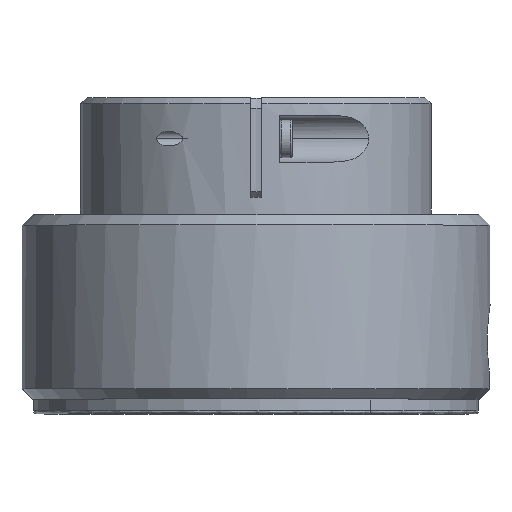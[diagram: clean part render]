
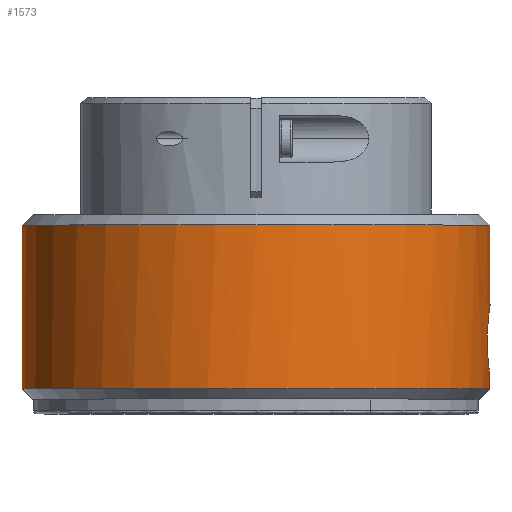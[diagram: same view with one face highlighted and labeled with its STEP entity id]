
A CAD part, top view. The second image highlights one B-rep face of the part: STEP entity #1573.
In plain terms, the highlighted cylindrical face has radius 40 mm (diameter 80 mm), a partial arc.
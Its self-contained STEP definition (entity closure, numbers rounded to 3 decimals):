
#3 = VECTOR ( 'NONE', #496, 1000. ) ;
#6 = CARTESIAN_POINT ( 'NONE',  ( 39.644, -44.278, 5.325 ) ) ;
#42 = B_SPLINE_CURVE_WITH_KNOTS ( 'NONE', 3,
 ( #3047, #1403, #1719, #3374, #1417, #3695, #1732, #4012, #2055, #138, #2392, #478, #2732, #790, #3064, #1103, #3390, #1432, #3709, #1748, #4026, #2070 ),
 .UNSPECIFIED., .F., .F.,
 ( 4, 2, 2, 2, 2, 2, 2, 2, 2, 2, 4 ),
 ( 0.006, 0.007, 0.009, 0.01, 0.01, 0.011, 0.012, 0.013, 0.014, 0.014, 0.016 ),
 .UNSPECIFIED. ) ;
#138 = CARTESIAN_POINT ( 'NONE',  ( 39.745, -37.539, 4.511 ) ) ;
#149 = DIRECTION ( 'NONE',  ( 0., 1., 0. ) ) ;
#159 = CARTESIAN_POINT ( 'NONE',  ( 40., 0., 0. ) ) ;
#250 = DIRECTION ( 'NONE',  ( 0., 1., 0. ) ) ;
#323 = EDGE_CURVE ( 'NONE', #3222, #2277, #3872, .T. ) ;
#326 = CARTESIAN_POINT ( 'NONE',  ( 39.853, -46.432, 3.458 ) ) ;
#337 = CARTESIAN_POINT ( 'NONE',  ( 39.6, -43.557, 5.642 ) ) ;
#424 = CARTESIAN_POINT ( 'NONE',  ( -40., -21.75, 0. ) ) ;
#478 = CARTESIAN_POINT ( 'NONE',  ( 39.804, -36.98, 3.966 ) ) ;
#496 = DIRECTION ( 'NONE',  ( 0., 1., 0. ) ) ;
#610 = LINE ( 'NONE', #2062, #4030 ) ;
#668 = CARTESIAN_POINT ( 'NONE',  ( 39.568, -42.802, 5.863 ) ) ;
#790 = CARTESIAN_POINT ( 'NONE',  ( 39.888, -36.291, 3.004 ) ) ;
#799 = CARTESIAN_POINT ( 'NONE',  ( 39.887, -46.696, 3. ) ) ;
#976 = CARTESIAN_POINT ( 'NONE',  ( 39.55, -42.028, 5.982 ) ) ;
#982 = VECTOR ( 'NONE', #149, 1000. ) ;
#1051 = VERTEX_POINT ( 'NONE', #424 ) ;
#1094 = CARTESIAN_POINT ( 'NONE',  ( -40., 0., 0. ) ) ;
#1103 = CARTESIAN_POINT ( 'NONE',  ( 39.944, -35.883, 2.117 ) ) ;
#1111 = ORIENTED_EDGE ( 'NONE', *, *, #2638, .T. ) ;
#1125 = ORIENTED_EDGE ( 'NONE', *, *, #4029, .F. ) ;
#1151 = AXIS2_PLACEMENT_3D ( 'NONE', #2162, #250, #2501 ) ;
#1157 = DIRECTION ( 'NONE',  ( -1., 0., 0. ) ) ;
#1169 = CARTESIAN_POINT ( 'NONE',  ( 0., -49.75, 0. ) ) ;
#1281 = CARTESIAN_POINT ( 'NONE',  ( 39.814, -46.114, 3.87 ) ) ;
#1289 = ORIENTED_EDGE ( 'NONE', *, *, #2084, .F. ) ;
#1298 = CARTESIAN_POINT ( 'NONE',  ( 39.547, -41.5, 6. ) ) ;
#1376 = B_SPLINE_CURVE_WITH_KNOTS ( 'NONE', 3,
 ( #2573, #326, #1281, #3563, #1606, #3893, #1925, #6, #2253, #337, #2587, #668, #2938, #976, #3256, #1298 ),
 .UNSPECIFIED., .F., .F.,
 ( 4, 2, 2, 2, 2, 2, 2, 4 ),
 ( 0., 0.002, 0.002, 0.003, 0.004, 0.005, 0.005, 0.006 ),
 .UNSPECIFIED. ) ;
#1403 = CARTESIAN_POINT ( 'NONE',  ( 39.547, -41.105, 6. ) ) ;
#1417 = CARTESIAN_POINT ( 'NONE',  ( 39.593, -39.563, 5.692 ) ) ;
#1432 = CARTESIAN_POINT ( 'NONE',  ( 39.97, -35.702, 1.555 ) ) ;
#1573 = ADVANCED_FACE ( 'NONE', ( #3281 ), #2974, .T. ) ;
#1606 = CARTESIAN_POINT ( 'NONE',  ( 39.735, -45.361, 4.6 ) ) ;
#1633 = AXIS2_PLACEMENT_3D ( 'NONE', #1996, #1669, #2321 ) ;
#1669 = DIRECTION ( 'NONE',  ( 0., 1., 0. ) ) ;
#1712 = ORIENTED_EDGE ( 'NONE', *, *, #3855, .T. ) ;
#1719 = CARTESIAN_POINT ( 'NONE',  ( 39.553, -40.715, 5.961 ) ) ;
#1732 = CARTESIAN_POINT ( 'NONE',  ( 39.66, -38.494, 5.207 ) ) ;
#1748 = CARTESIAN_POINT ( 'NONE',  ( 39.994, -35.538, 0.783 ) ) ;
#1815 = ORIENTED_EDGE ( 'NONE', *, *, #2075, .T. ) ;
#1836 = LINE ( 'NONE', #1094, #982 ) ;
#1925 = CARTESIAN_POINT ( 'NONE',  ( 39.678, -44.729, 5.064 ) ) ;
#1996 = CARTESIAN_POINT ( 'NONE',  ( 0., 0., 0. ) ) ;
#2055 = CARTESIAN_POINT ( 'NONE',  ( 39.716, -37.843, 4.761 ) ) ;
#2062 = CARTESIAN_POINT ( 'NONE',  ( 39.887, 0., 3. ) ) ;
#2070 = CARTESIAN_POINT ( 'NONE',  ( 40., -35.5, 0. ) ) ;
#2075 = EDGE_CURVE ( 'NONE', #3357, #4175, #42, .T. ) ;
#2084 = EDGE_CURVE ( 'NONE', #3222, #1051, #1836, .T. ) ;
#2162 = CARTESIAN_POINT ( 'NONE',  ( 0., -21.75, 0. ) ) ;
#2253 = CARTESIAN_POINT ( 'NONE',  ( 39.628, -44.044, 5.441 ) ) ;
#2277 = VERTEX_POINT ( 'NONE', #2419 ) ;
#2321 = DIRECTION ( 'NONE',  ( -1., 0., 0. ) ) ;
#2360 = CARTESIAN_POINT ( 'NONE',  ( 39.547, -41.5, 6. ) ) ;
#2392 = CARTESIAN_POINT ( 'NONE',  ( 39.76, -37.395, 4.38 ) ) ;
#2397 = DIRECTION ( 'NONE',  ( 0., 1., 0. ) ) ;
#2419 = CARTESIAN_POINT ( 'NONE',  ( 39.887, -49.75, 3. ) ) ;
#2478 = CIRCLE ( 'NONE', #1151, 40. ) ;
#2482 = AXIS2_PLACEMENT_3D ( 'NONE', #1169, #3133, #1157 ) ;
#2501 = DIRECTION ( 'NONE',  ( -1., 0., 0. ) ) ;
#2573 = CARTESIAN_POINT ( 'NONE',  ( 39.887, -46.696, 3. ) ) ;
#2577 = LINE ( 'NONE', #159, #3 ) ;
#2587 = CARTESIAN_POINT ( 'NONE',  ( 39.588, -43.307, 5.727 ) ) ;
#2637 = CARTESIAN_POINT ( 'NONE',  ( 40., -35.5, 0. ) ) ;
#2638 = EDGE_CURVE ( 'NONE', #2981, #3357, #1376, .T. ) ;
#2732 = CARTESIAN_POINT ( 'NONE',  ( 39.833, -36.731, 3.662 ) ) ;
#2938 = CARTESIAN_POINT ( 'NONE',  ( 39.56, -42.547, 5.914 ) ) ;
#2971 = EDGE_CURVE ( 'NONE', #2277, #2981, #610, .T. ) ;
#2974 = CYLINDRICAL_SURFACE ( 'NONE', #1633, 40. ) ;
#2981 = VERTEX_POINT ( 'NONE', #799 ) ;
#3047 = CARTESIAN_POINT ( 'NONE',  ( 39.547, -41.5, 6. ) ) ;
#3064 = CARTESIAN_POINT ( 'NONE',  ( 39.913, -36.107, 2.659 ) ) ;
#3133 = DIRECTION ( 'NONE',  ( 0., 1., 0. ) ) ;
#3197 = CARTESIAN_POINT ( 'NONE',  ( -40., -49.75, 0. ) ) ;
#3222 = VERTEX_POINT ( 'NONE', #3197 ) ;
#3256 = CARTESIAN_POINT ( 'NONE',  ( 39.547, -41.763, 6. ) ) ;
#3281 = FACE_OUTER_BOUND ( 'NONE', #3979, .T. ) ;
#3357 = VERTEX_POINT ( 'NONE', #2360 ) ;
#3374 = CARTESIAN_POINT ( 'NONE',  ( 39.576, -39.946, 5.808 ) ) ;
#3390 = CARTESIAN_POINT ( 'NONE',  ( 39.954, -35.816, 1.932 ) ) ;
#3563 = CARTESIAN_POINT ( 'NONE',  ( 39.755, -45.56, 4.425 ) ) ;
#3627 = CARTESIAN_POINT ( 'NONE',  ( 40., -21.75, 0. ) ) ;
#3671 = VERTEX_POINT ( 'NONE', #3627 ) ;
#3695 = CARTESIAN_POINT ( 'NONE',  ( 39.635, -38.839, 5.392 ) ) ;
#3709 = CARTESIAN_POINT ( 'NONE',  ( 39.977, -35.653, 1.362 ) ) ;
#3855 = EDGE_CURVE ( 'NONE', #4175, #3671, #2577, .T. ) ;
#3872 = CIRCLE ( 'NONE', #2482, 40. ) ;
#3893 = CARTESIAN_POINT ( 'NONE',  ( 39.697, -44.945, 4.919 ) ) ;
#3962 = ORIENTED_EDGE ( 'NONE', *, *, #2971, .T. ) ;
#3979 = EDGE_LOOP ( 'NONE', ( #1111, #1815, #1712, #1125, #1289, #4010, #3962 ) ) ;
#4010 = ORIENTED_EDGE ( 'NONE', *, *, #323, .T. ) ;
#4012 = CARTESIAN_POINT ( 'NONE',  ( 39.701, -38.003, 4.879 ) ) ;
#4026 = CARTESIAN_POINT ( 'NONE',  ( 40., -35.5, 0.393 ) ) ;
#4029 = EDGE_CURVE ( 'NONE', #1051, #3671, #2478, .T. ) ;
#4030 = VECTOR ( 'NONE', #2397, 1000. ) ;
#4175 = VERTEX_POINT ( 'NONE', #2637 ) ;
